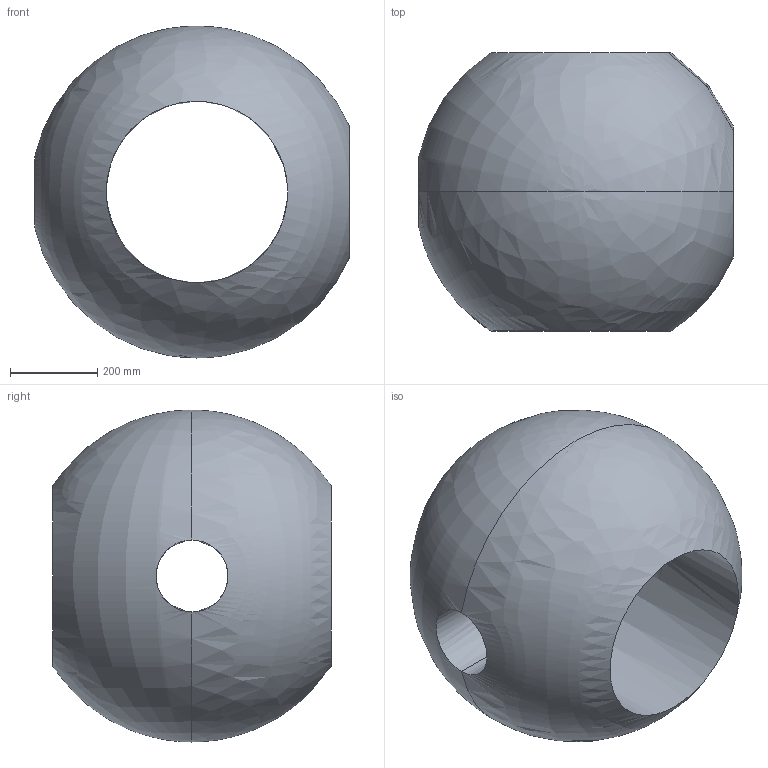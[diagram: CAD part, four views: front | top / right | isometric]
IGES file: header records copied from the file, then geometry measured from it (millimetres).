
Start section: IGES file generated from Kompas f.0 for Windows drawing by the IGES translator from Ascon Ltd., translator version IGESOUT-5.1.
Bounding box: 721.14 x 638.06 x 762 mm (x, y, z)
Volume: 126216295.2 mm3; surface area: 2433820.2 mm2
Topology: 1 solids, 1 shells, 12 faces, 41 edges, 23 vertices
Faces by surface type: revolution 10, bspline 2
